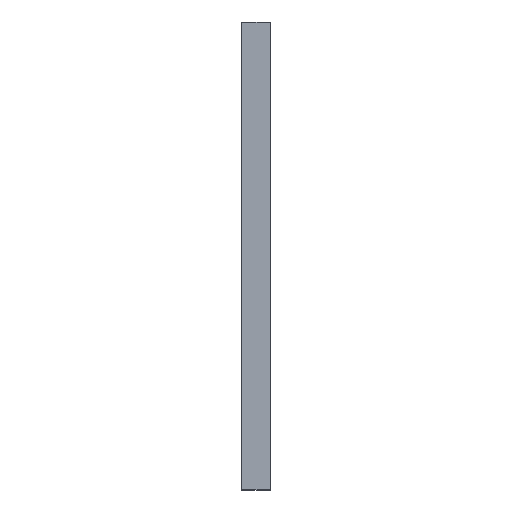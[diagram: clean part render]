
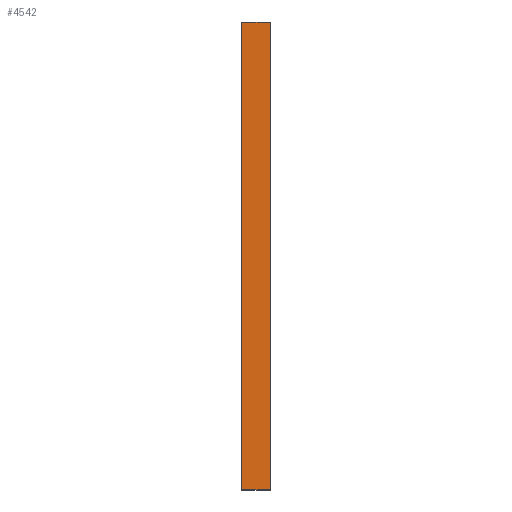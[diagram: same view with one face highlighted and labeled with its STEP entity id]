
A CAD part, left-side view. The second image highlights one B-rep face of the part: STEP entity #4542.
In plain terms, the highlighted planar face has unit normal (-1, 0, 0).
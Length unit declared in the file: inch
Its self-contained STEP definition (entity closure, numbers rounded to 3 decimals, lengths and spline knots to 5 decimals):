
#521 = EDGE_LOOP ( 'NONE', ( #13482, #649, #4253, #11152 ) ) ;
#591 = VECTOR ( 'NONE', #7898, 39.37008 ) ;
#600 = CARTESIAN_POINT ( 'NONE',  ( -6., 0., 0.75 ) ) ;
#649 = ORIENTED_EDGE ( 'NONE', *, *, #13449, .F. ) ;
#692 = EDGE_CURVE ( 'NONE', #7801, #8791, #3363, .T. ) ;
#909 = CARTESIAN_POINT ( 'NONE',  ( -6., 0.09, -0.75 ) ) ;
#2103 = LINE ( 'NONE', #10914, #13439 ) ;
#2355 = AXIS2_PLACEMENT_3D ( 'NONE', #11698, #12800, #9550 ) ;
#2805 = CARTESIAN_POINT ( 'NONE',  ( -6., 0., -0.75 ) ) ;
#3007 = VECTOR ( 'NONE', #4280, 39.37008 ) ;
#3363 = LINE ( 'NONE', #909, #3007 ) ;
#3572 = EDGE_CURVE ( 'NONE', #7801, #7407, #2103, .T. ) ;
#3686 = LINE ( 'NONE', #12388, #591 ) ;
#4173 = FACE_OUTER_BOUND ( 'NONE', #521, .T. ) ;
#4253 = ORIENTED_EDGE ( 'NONE', *, *, #692, .F. ) ;
#4280 = DIRECTION ( 'NONE',  ( 0., 0., 1. ) ) ;
#4542 = ADVANCED_FACE ( 'NONE', ( #4173 ), #8595, .F. ) ;
#4752 = EDGE_CURVE ( 'NONE', #7407, #11407, #9672, .T. ) ;
#5513 = CARTESIAN_POINT ( 'NONE',  ( -6., 0., -0.75 ) ) ;
#6414 = DIRECTION ( 'NONE',  ( 0., -1., 0. ) ) ;
#7407 = VERTEX_POINT ( 'NONE', #5513 ) ;
#7801 = VERTEX_POINT ( 'NONE', #12127 ) ;
#7898 = DIRECTION ( 'NONE',  ( 0., -1., 0. ) ) ;
#8356 = DIRECTION ( 'NONE',  ( 0., 0., 1. ) ) ;
#8595 = PLANE ( 'NONE',  #2355 ) ;
#8791 = VERTEX_POINT ( 'NONE', #13714 ) ;
#9550 = DIRECTION ( 'NONE',  ( 0., 0., -1. ) ) ;
#9672 = LINE ( 'NONE', #2805, #10196 ) ;
#10196 = VECTOR ( 'NONE', #8356, 39.37008 ) ;
#10914 = CARTESIAN_POINT ( 'NONE',  ( -6., 0.09, -0.75 ) ) ;
#11152 = ORIENTED_EDGE ( 'NONE', *, *, #3572, .T. ) ;
#11407 = VERTEX_POINT ( 'NONE', #600 ) ;
#11698 = CARTESIAN_POINT ( 'NONE',  ( -6., 0.09, -0.75 ) ) ;
#12127 = CARTESIAN_POINT ( 'NONE',  ( -6., 0.09, -0.75 ) ) ;
#12388 = CARTESIAN_POINT ( 'NONE',  ( -6., 0.09, 0.75 ) ) ;
#12800 = DIRECTION ( 'NONE',  ( 1., 0., 0. ) ) ;
#13439 = VECTOR ( 'NONE', #6414, 39.37008 ) ;
#13449 = EDGE_CURVE ( 'NONE', #8791, #11407, #3686, .T. ) ;
#13482 = ORIENTED_EDGE ( 'NONE', *, *, #4752, .T. ) ;
#13714 = CARTESIAN_POINT ( 'NONE',  ( -6., 0.09, 0.75 ) ) ;
